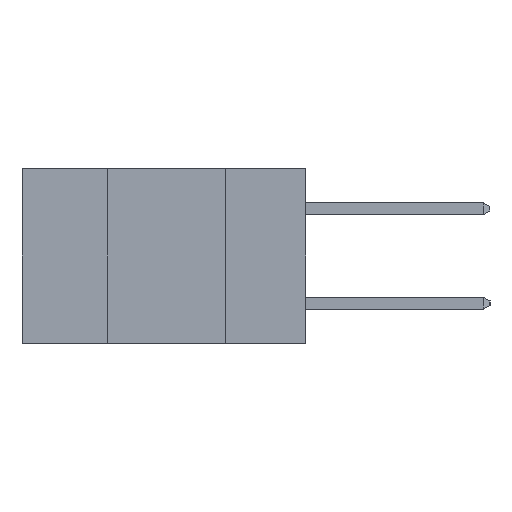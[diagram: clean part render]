
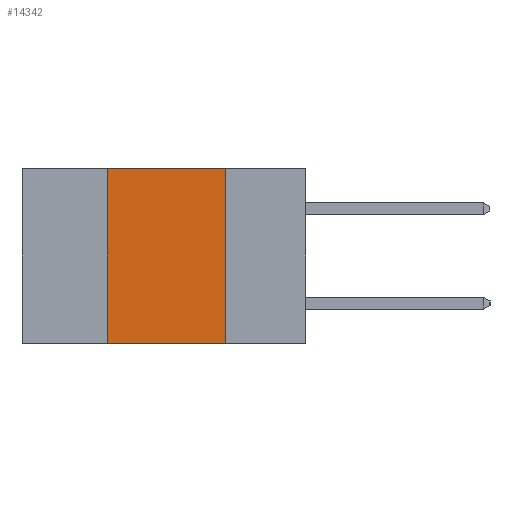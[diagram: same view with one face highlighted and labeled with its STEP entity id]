
A CAD part, left-side view. The second image highlights one B-rep face of the part: STEP entity #14342.
In plain terms, the highlighted planar face has unit normal (-1, 0, 0).
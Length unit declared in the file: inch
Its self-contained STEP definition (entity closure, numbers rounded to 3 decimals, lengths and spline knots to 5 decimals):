
#555 = ORIENTED_EDGE ( 'NONE', *, *, #7521, .T. ) ;
#1980 = ORIENTED_EDGE ( 'NONE', *, *, #9248, .F. ) ;
#2982 = VECTOR ( 'NONE', #5428, 39.37008 ) ;
#3088 = DIRECTION ( 'NONE',  ( 0., -1., 0. ) ) ;
#3127 = CARTESIAN_POINT ( 'NONE',  ( 0., 0.6, -0.37 ) ) ;
#4220 = CARTESIAN_POINT ( 'NONE',  ( 0., 0.42, 0. ) ) ;
#5059 = DIRECTION ( 'NONE',  ( 0., 0., -1. ) ) ;
#5115 = DIRECTION ( 'NONE',  ( 1., 0., 0. ) ) ;
#5159 = PLANE ( 'NONE',  #14303 ) ;
#5189 = CARTESIAN_POINT ( 'NONE',  ( 0., 0.17, -0.37 ) ) ;
#5227 = CARTESIAN_POINT ( 'NONE',  ( 0., 0.6, 0. ) ) ;
#5386 = FACE_OUTER_BOUND ( 'NONE', #10956, .T. ) ;
#5428 = DIRECTION ( 'NONE',  ( 0., 0., 1. ) ) ;
#5446 = CARTESIAN_POINT ( 'NONE',  ( 0., 0.42, -0.37 ) ) ;
#6267 = LINE ( 'NONE', #5446, #2982 ) ;
#6716 = VECTOR ( 'NONE', #7091, 39.37008 ) ;
#7075 = CARTESIAN_POINT ( 'NONE',  ( 0., 0.17, -0.37 ) ) ;
#7091 = DIRECTION ( 'NONE',  ( 0., 0., -1. ) ) ;
#7521 = EDGE_CURVE ( 'NONE', #10588, #10953, #14256, .T. ) ;
#8234 = CARTESIAN_POINT ( 'NONE',  ( 0., 0.42, -0.37 ) ) ;
#8294 = ORIENTED_EDGE ( 'NONE', *, *, #11662, .F. ) ;
#8442 = VERTEX_POINT ( 'NONE', #14795 ) ;
#9248 = EDGE_CURVE ( 'NONE', #10588, #11091, #6267, .T. ) ;
#9460 = ORIENTED_EDGE ( 'NONE', *, *, #14046, .F. ) ;
#9682 = LINE ( 'NONE', #7075, #6716 ) ;
#10588 = VERTEX_POINT ( 'NONE', #8234 ) ;
#10953 = VERTEX_POINT ( 'NONE', #5189 ) ;
#10956 = EDGE_LOOP ( 'NONE', ( #9460, #8294, #1980, #555 ) ) ;
#11091 = VERTEX_POINT ( 'NONE', #4220 ) ;
#11662 = EDGE_CURVE ( 'NONE', #11091, #8442, #15316, .T. ) ;
#12160 = VECTOR ( 'NONE', #12181, 39.37008 ) ;
#12181 = DIRECTION ( 'NONE',  ( 0., -1., 0. ) ) ;
#13492 = VECTOR ( 'NONE', #3088, 39.37008 ) ;
#14046 = EDGE_CURVE ( 'NONE', #8442, #10953, #9682, .T. ) ;
#14256 = LINE ( 'NONE', #3127, #13492 ) ;
#14303 = AXIS2_PLACEMENT_3D ( 'NONE', #5227, #5115, #5059 ) ;
#14342 = ADVANCED_FACE ( 'NONE', ( #5386 ), #5159, .F. ) ;
#14404 = CARTESIAN_POINT ( 'NONE',  ( 0., 0.6, 0. ) ) ;
#14795 = CARTESIAN_POINT ( 'NONE',  ( 0., 0.17, 0. ) ) ;
#15316 = LINE ( 'NONE', #14404, #12160 ) ;
